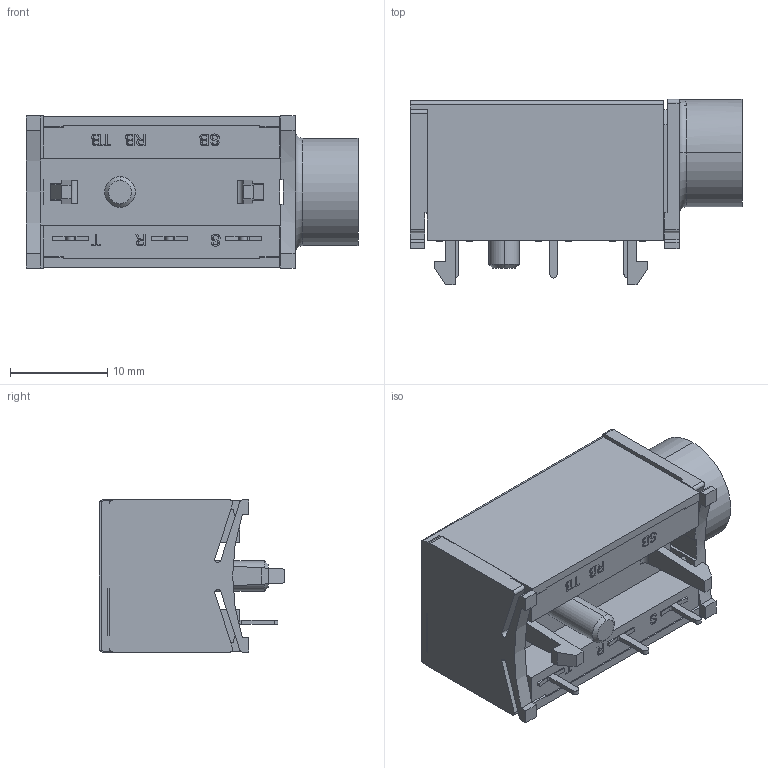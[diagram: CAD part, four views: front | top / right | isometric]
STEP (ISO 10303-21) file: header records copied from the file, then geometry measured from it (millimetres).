
FILE_DESCRIPTION (( 'STEP AP214' ), '1' );
FILE_NAME ('SN37A12B.STEP', '2016-07-27T15:39:25', ( '' ), ( '' ), 'SwSTEP 2.0', 'SolidWorks 2014', '' );
FILE_SCHEMA (( 'AUTOMOTIVE_DESIGN' ));
Length unit declared in the file: inch
Products named in the file (1): SN37A12B
Bounding box: 34.09 x 19.01 x 15.62 mm (x, y, z)
Volume: 5016 mm3; surface area: 3855.3 mm2
Topology: 1 solids, 1 shells, 572 faces, 1593 edges, 1057 vertices
Faces by surface type: plane 395, bspline 106, cylinder 64, cone 4, torus 3
Entity records: 23344 total; most frequent: CARTESIAN_POINT 9334, ORIENTED_EDGE 3182, DIRECTION 2397, EDGE_CURVE 1591, VECTOR 1163, LINE 1163, VERTEX_POINT 1057, EDGE_LOOP 624
